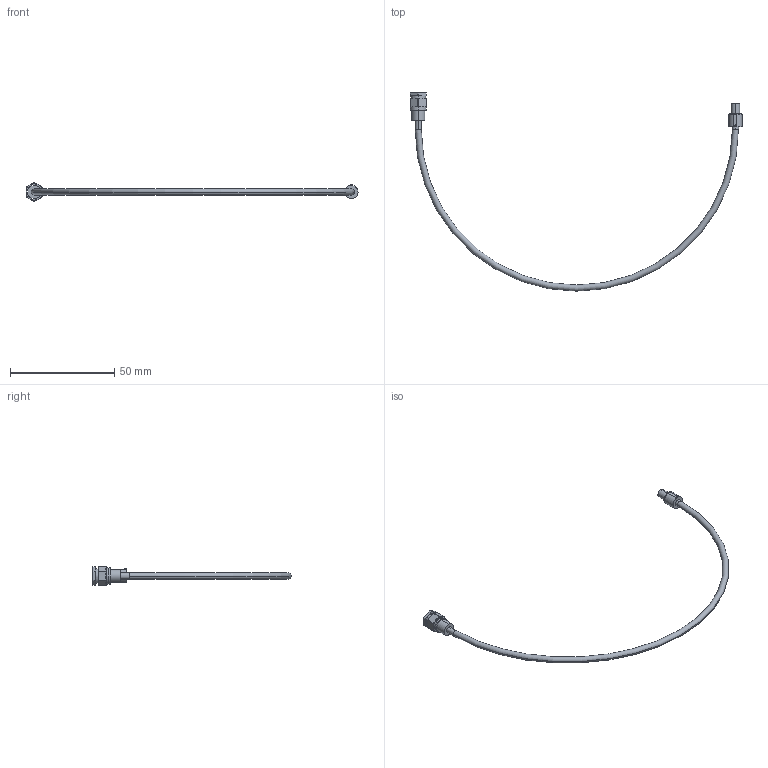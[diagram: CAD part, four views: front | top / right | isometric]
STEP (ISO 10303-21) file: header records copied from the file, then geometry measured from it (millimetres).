
FILE_DESCRIPTION (( 'STEP AP203' ), '1' );
FILE_NAME ('A7311-2-CN.STEP', '2013-11-19T13:11:24', ( '' ), ( '' ), 'SwSTEP 2.0', 'SolidWorks 2012', '' );
FILE_SCHEMA (( 'CONFIG_CONTROL_DESIGN' ));
Length unit declared in the file: inch
Products named in the file (1): A7311-2-CN
Bounding box: 159.51 x 95.26 x 8.89 mm (x, y, z)
Volume: 2270.7 mm3; surface area: 3583.5 mm2
Topology: 3 solids, 3 shells, 138 faces, 315 edges, 202 vertices
Faces by surface type: cylinder 55, plane 45, cone 22, torus 16
Entity records: 4239 total; most frequent: CARTESIAN_POINT 950, DIRECTION 722, ORIENTED_EDGE 626, EDGE_CURVE 313, AXIS2_PLACEMENT_3D 294, VERTEX_POINT 202, EDGE_LOOP 161, CIRCLE 155
